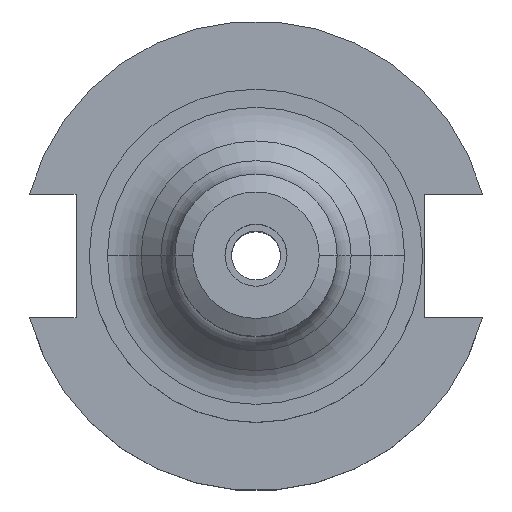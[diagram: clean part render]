
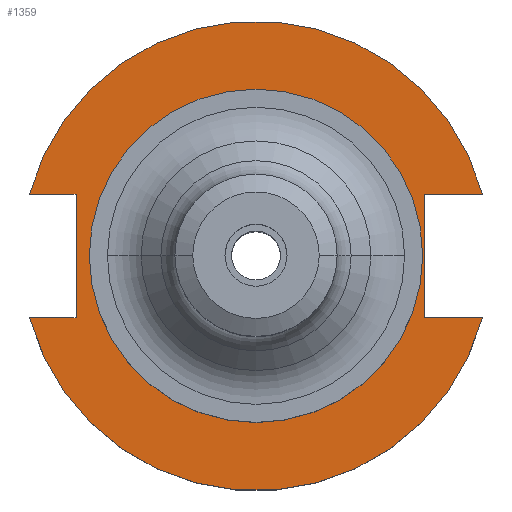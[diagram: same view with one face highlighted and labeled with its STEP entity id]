
A CAD part, top view. The second image highlights one B-rep face of the part: STEP entity #1359.
In plain terms, the highlighted planar face has unit normal (0, 0, 1).
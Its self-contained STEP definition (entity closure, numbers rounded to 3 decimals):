
#14 = CIRCLE ( 'NONE', #1644, 34.925 ) ;
#18 = DIRECTION ( 'NONE',  ( 1., 0., 0. ) ) ;
#24 = VERTEX_POINT ( 'NONE', #912 ) ;
#67 = ORIENTED_EDGE ( 'NONE', *, *, #1302, .F. ) ;
#68 = CARTESIAN_POINT ( 'NONE',  ( 47.477, -12.954, 19.05 ) ) ;
#118 = CARTESIAN_POINT ( 'NONE',  ( 47.477, 12.954, 19.05 ) ) ;
#129 = LINE ( 'NONE', #1161, #652 ) ;
#142 = CARTESIAN_POINT ( 'NONE',  ( 0., 0., 19.05 ) ) ;
#144 = VERTEX_POINT ( 'NONE', #317 ) ;
#149 = CARTESIAN_POINT ( 'NONE',  ( -63.719, -12.954, 19.05 ) ) ;
#159 = VECTOR ( 'NONE', #2028, 1000. ) ;
#187 = EDGE_CURVE ( 'NONE', #1342, #1121, #14, .T. ) ;
#188 = VECTOR ( 'NONE', #18, 1000. ) ;
#219 = VECTOR ( 'NONE', #285, 1000. ) ;
#238 = ORIENTED_EDGE ( 'NONE', *, *, #1928, .F. ) ;
#285 = DIRECTION ( 'NONE',  ( -1., 0., 0. ) ) ;
#317 = CARTESIAN_POINT ( 'NONE',  ( -37.719, 12.954, 19.05 ) ) ;
#334 = ORIENTED_EDGE ( 'NONE', *, *, #1392, .F. ) ;
#359 = ORIENTED_EDGE ( 'NONE', *, *, #1025, .T. ) ;
#381 = VERTEX_POINT ( 'NONE', #68 ) ;
#415 = VECTOR ( 'NONE', #1556, 1000. ) ;
#430 = EDGE_LOOP ( 'NONE', ( #1803, #238, #1298, #1596, #359, #1026, #67, #334 ) ) ;
#478 = DIRECTION ( 'NONE',  ( 1., 0., 0. ) ) ;
#505 = DIRECTION ( 'NONE',  ( 0., 0., 1. ) ) ;
#566 = DIRECTION ( 'NONE',  ( 1., 0., 0. ) ) ;
#580 = EDGE_CURVE ( 'NONE', #614, #2078, #629, .T. ) ;
#614 = VERTEX_POINT ( 'NONE', #118 ) ;
#618 = CARTESIAN_POINT ( 'NONE',  ( 0., 0., 19.05 ) ) ;
#622 = DIRECTION ( 'NONE',  ( 0., 0., 1. ) ) ;
#626 = EDGE_CURVE ( 'NONE', #1121, #1342, #1849, .T. ) ;
#629 = LINE ( 'NONE', #1431, #219 ) ;
#652 = VECTOR ( 'NONE', #835, 1000. ) ;
#668 = CARTESIAN_POINT ( 'NONE',  ( -47.477, -12.954, 19.05 ) ) ;
#673 = AXIS2_PLACEMENT_3D ( 'NONE', #699, #1829, #851 ) ;
#699 = CARTESIAN_POINT ( 'NONE',  ( 0., 0., 19.05 ) ) ;
#726 = LINE ( 'NONE', #1240, #1536 ) ;
#762 = AXIS2_PLACEMENT_3D ( 'NONE', #618, #622, #1575 ) ;
#814 = PLANE ( 'NONE',  #894 ) ;
#835 = DIRECTION ( 'NONE',  ( -1., 0., 0. ) ) ;
#851 = DIRECTION ( 'NONE',  ( 1., 0., 0. ) ) ;
#894 = AXIS2_PLACEMENT_3D ( 'NONE', #974, #505, #991 ) ;
#912 = CARTESIAN_POINT ( 'NONE',  ( -47.477, 12.954, 19.05 ) ) ;
#957 = EDGE_CURVE ( 'NONE', #144, #24, #129, .T. ) ;
#974 = CARTESIAN_POINT ( 'NONE',  ( 0., 49.212, 19.05 ) ) ;
#991 = DIRECTION ( 'NONE',  ( 1., 0., 0. ) ) ;
#1008 = CARTESIAN_POINT ( 'NONE',  ( 35.306, -12.954, 19.05 ) ) ;
#1021 = EDGE_LOOP ( 'NONE', ( #1104, #1220 ) ) ;
#1025 = EDGE_CURVE ( 'NONE', #614, #24, #1676, .T. ) ;
#1026 = ORIENTED_EDGE ( 'NONE', *, *, #957, .F. ) ;
#1029 = VERTEX_POINT ( 'NONE', #1008 ) ;
#1035 = CIRCLE ( 'NONE', #762, 49.212 ) ;
#1052 = CARTESIAN_POINT ( 'NONE',  ( 35.306, 12.954, 19.05 ) ) ;
#1104 = ORIENTED_EDGE ( 'NONE', *, *, #187, .F. ) ;
#1121 = VERTEX_POINT ( 'NONE', #2075 ) ;
#1161 = CARTESIAN_POINT ( 'NONE',  ( -63.719, 12.954, 19.05 ) ) ;
#1199 = VERTEX_POINT ( 'NONE', #668 ) ;
#1220 = ORIENTED_EDGE ( 'NONE', *, *, #626, .F. ) ;
#1223 = CARTESIAN_POINT ( 'NONE',  ( -37.719, 12.954, 19.05 ) ) ;
#1240 = CARTESIAN_POINT ( 'NONE',  ( 35.306, -12.954, 19.05 ) ) ;
#1277 = LINE ( 'NONE', #1223, #415 ) ;
#1286 = DIRECTION ( 'NONE',  ( 0., 0., 1. ) ) ;
#1298 = ORIENTED_EDGE ( 'NONE', *, *, #1725, .F. ) ;
#1302 = EDGE_CURVE ( 'NONE', #1930, #144, #1277, .T. ) ;
#1303 = LINE ( 'NONE', #1052, #159 ) ;
#1342 = VERTEX_POINT ( 'NONE', #2086 ) ;
#1359 = ADVANCED_FACE ( 'NONE', ( #1848, #1813 ), #814, .T. ) ;
#1392 = EDGE_CURVE ( 'NONE', #1199, #1930, #1619, .T. ) ;
#1431 = CARTESIAN_POINT ( 'NONE',  ( 35.306, 12.954, 19.05 ) ) ;
#1505 = EDGE_CURVE ( 'NONE', #1199, #381, #1035, .T. ) ;
#1526 = CARTESIAN_POINT ( 'NONE',  ( 0., 0., 19.05 ) ) ;
#1536 = VECTOR ( 'NONE', #566, 1000. ) ;
#1540 = AXIS2_PLACEMENT_3D ( 'NONE', #1526, #1873, #1685 ) ;
#1543 = CARTESIAN_POINT ( 'NONE',  ( -37.719, -12.954, 19.05 ) ) ;
#1556 = DIRECTION ( 'NONE',  ( 0., 1., 0. ) ) ;
#1575 = DIRECTION ( 'NONE',  ( 1., 0., 0. ) ) ;
#1596 = ORIENTED_EDGE ( 'NONE', *, *, #580, .F. ) ;
#1619 = LINE ( 'NONE', #149, #188 ) ;
#1644 = AXIS2_PLACEMENT_3D ( 'NONE', #142, #1286, #478 ) ;
#1676 = CIRCLE ( 'NONE', #673, 49.212 ) ;
#1685 = DIRECTION ( 'NONE',  ( 1., 0., 0. ) ) ;
#1725 = EDGE_CURVE ( 'NONE', #2078, #1029, #1303, .T. ) ;
#1748 = CARTESIAN_POINT ( 'NONE',  ( 35.306, 12.954, 19.05 ) ) ;
#1803 = ORIENTED_EDGE ( 'NONE', *, *, #1505, .T. ) ;
#1813 = FACE_OUTER_BOUND ( 'NONE', #430, .T. ) ;
#1829 = DIRECTION ( 'NONE',  ( 0., 0., 1. ) ) ;
#1848 = FACE_BOUND ( 'NONE', #1021, .T. ) ;
#1849 = CIRCLE ( 'NONE', #1540, 34.925 ) ;
#1873 = DIRECTION ( 'NONE',  ( 0., 0., 1. ) ) ;
#1928 = EDGE_CURVE ( 'NONE', #1029, #381, #726, .T. ) ;
#1930 = VERTEX_POINT ( 'NONE', #1543 ) ;
#2028 = DIRECTION ( 'NONE',  ( 0., -1., 0. ) ) ;
#2075 = CARTESIAN_POINT ( 'NONE',  ( -34.925, 0., 19.05 ) ) ;
#2078 = VERTEX_POINT ( 'NONE', #1748 ) ;
#2086 = CARTESIAN_POINT ( 'NONE',  ( 34.925, 0., 19.05 ) ) ;
